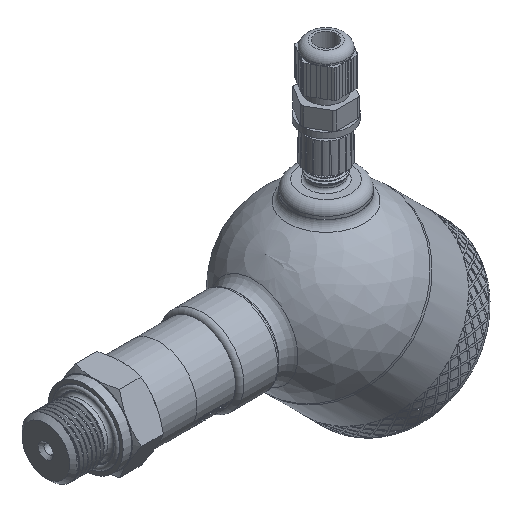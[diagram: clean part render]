
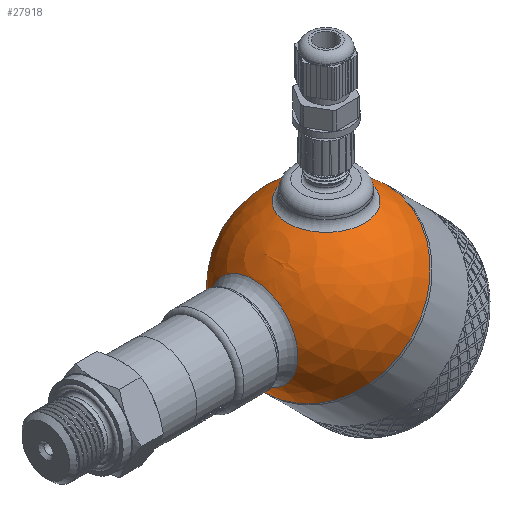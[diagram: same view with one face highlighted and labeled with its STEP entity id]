
A CAD part, isometric view. The second image highlights one B-rep face of the part: STEP entity #27918.
In plain terms, the highlighted spherical face has radius 30 mm.
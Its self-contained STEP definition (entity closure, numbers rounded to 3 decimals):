
#65=SPHERICAL_SURFACE('',#29609,30.);
#1199=FACE_BOUND('',#3927,.T.);
#1200=FACE_BOUND('',#3928,.T.);
#2150=FACE_OUTER_BOUND('',#3926,.T.);
#3926=EDGE_LOOP('',(#20296,#20297,#20298,#20299));
#3927=EDGE_LOOP('',(#20300));
#3928=EDGE_LOOP('',(#20301));
#5592=CIRCLE('',#29532,30.);
#5593=CIRCLE('',#29533,30.);
#5620=CIRCLE('',#29605,13.5);
#5623=CIRCLE('',#29610,30.);
#5624=CIRCLE('',#29611,15.643);
#11108=VERTEX_POINT('',#37183);
#11109=VERTEX_POINT('',#37185);
#11636=VERTEX_POINT('',#43949);
#11638=VERTEX_POINT('',#43956);
#11639=VERTEX_POINT('',#43958);
#14099=EDGE_CURVE('',#11108,#11109,#5592,.T.);
#14100=EDGE_CURVE('',#11109,#11108,#5593,.T.);
#14893=EDGE_CURVE('',#11636,#11636,#5620,.T.);
#14896=EDGE_CURVE('',#11109,#11638,#5623,.T.);
#14897=EDGE_CURVE('',#11639,#11639,#5624,.T.);
#20296=ORIENTED_EDGE('',*,*,#14100,.F.);
#20297=ORIENTED_EDGE('',*,*,#14896,.T.);
#20298=ORIENTED_EDGE('',*,*,#14896,.F.);
#20299=ORIENTED_EDGE('',*,*,#14099,.F.);
#20300=ORIENTED_EDGE('',*,*,#14897,.F.);
#20301=ORIENTED_EDGE('',*,*,#14893,.F.);
#27918=ADVANCED_FACE('',(#2150,#1199,#1200),#65,.T.);
#29532=AXIS2_PLACEMENT_3D('',#37186,#31098,#31099);
#29533=AXIS2_PLACEMENT_3D('',#37187,#31100,#31101);
#29605=AXIS2_PLACEMENT_3D('',#43950,#31522,#31523);
#29609=AXIS2_PLACEMENT_3D('',#43955,#31530,#31531);
#29610=AXIS2_PLACEMENT_3D('',#43957,#31532,#31533);
#29611=AXIS2_PLACEMENT_3D('',#43959,#31534,#31535);
#31098=DIRECTION('center_axis',(1.,0.,0.));
#31099=DIRECTION('ref_axis',(0.,1.,0.));
#31100=DIRECTION('center_axis',(1.,0.,0.));
#31101=DIRECTION('ref_axis',(0.,1.,0.));
#31522=DIRECTION('center_axis',(-0.707,0.,-0.707));
#31523=DIRECTION('ref_axis',(-0.707,0.,0.707));
#31530=DIRECTION('center_axis',(1.,0.,0.));
#31531=DIRECTION('ref_axis',(0.,-1.,0.));
#31532=DIRECTION('center_axis',(0.,0.,1.));
#31533=DIRECTION('ref_axis',(0.,1.,0.));
#31534=DIRECTION('center_axis',(-0.707,0.,0.707));
#31535=DIRECTION('ref_axis',(0.707,0.,0.707));
#37183=CARTESIAN_POINT('',(0.,-30.,0.));
#37185=CARTESIAN_POINT('',(0.,30.,0.));
#37186=CARTESIAN_POINT('Origin',(0.,0.,0.));
#37187=CARTESIAN_POINT('Origin',(0.,0.,0.));
#43949=CARTESIAN_POINT('',(-9.398,0.,-28.49));
#43950=CARTESIAN_POINT('Origin',(-18.944,0.,-18.944));
#43955=CARTESIAN_POINT('Origin',(0.,0.,0.));
#43956=CARTESIAN_POINT('',(-30.,0.,0.));
#43957=CARTESIAN_POINT('Origin',(0.,0.,0.));
#43958=CARTESIAN_POINT('',(-29.162,0.,7.04));
#43959=CARTESIAN_POINT('Origin',(-18.101,0.,18.101));
